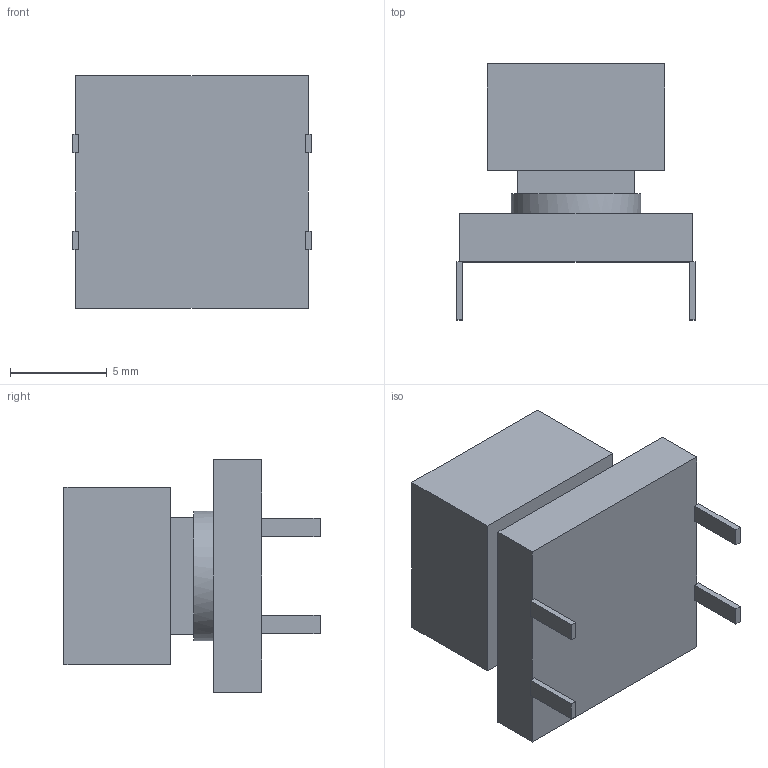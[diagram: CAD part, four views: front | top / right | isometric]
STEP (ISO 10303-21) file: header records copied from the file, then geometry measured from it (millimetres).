
FILE_DESCRIPTION(/* description */ (''),/* implementation_level */ '2;1');
FILE_NAME(/* name */ 'NINIGI_TACTS-24N.stp',/* time_stamp */ '2018-08-01T22:05:37+02:00',/* author */ ('Luke'),/* organization */ (''),/* preprocessor_version */ 'ST-DEVELOPER v16.1',/* originating_system */ 'Autodesk Inventor 2016',/* authorisation */ '');
FILE_SCHEMA (('AUTOMOTIVE_DESIGN { 1 0 10303 214 3 1 1 }'));
Length unit declared in the file: millimetre
Products named in the file (1): NINIGI_TACTS-24N
Bounding box: 12.3 x 13.2 x 12 mm (x, y, z)
Volume: 902.4 mm3; surface area: 792.8 mm2
Topology: 1 solids, 1 shells, 49 faces, 119 edges, 74 vertices
Faces by surface type: plane 48, cylinder 1
Full cylindrical faces by diameter (mm): 6.7 x1
Entity records: 1430 total; most frequent: CARTESIAN_POINT 240, ORIENTED_EDGE 234, DIRECTION 226, EDGE_CURVE 117, LINE 108, VECTOR 108, VERTEX_POINT 73, AXIS2_PLACEMENT_3D 59
